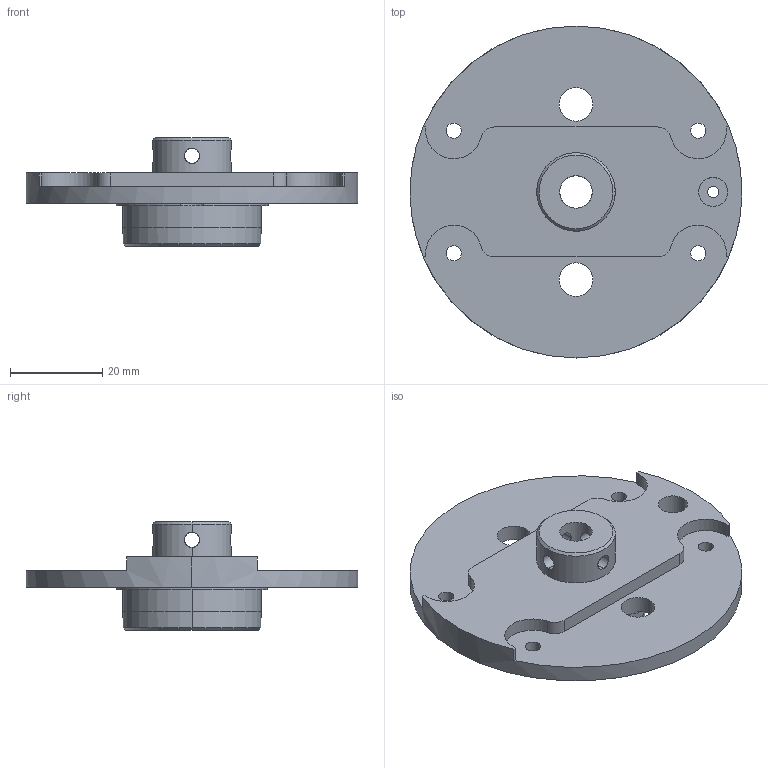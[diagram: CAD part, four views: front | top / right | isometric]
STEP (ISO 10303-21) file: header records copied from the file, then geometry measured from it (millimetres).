
FILE_DESCRIPTION (( 'STEP AP203' ), '1' );
FILE_NAME ('Revolute Joint 1_Default_sldprt.STEP', '2023-09-27T09:49:14', ( '' ), ( '' ), 'SwSTEP 2.0', 'SolidWorks 2020', '' );
FILE_SCHEMA (( 'CONFIG_CONTROL_DESIGN' ));
Length unit declared in the file: millimetre
Products named in the file (1): Revolute Joint 1_Default_sldprt
Bounding box: 72 x 72 x 23.5 mm (x, y, z)
Volume: 26415.7 mm3; surface area: 11606.2 mm2
Topology: 1 solids, 1 shells, 69 faces, 191 edges, 122 vertices
Faces by surface type: cylinder 43, plane 18, cone 8
Entity records: 2716 total; most frequent: CARTESIAN_POINT 783, DIRECTION 401, ORIENTED_EDGE 382, EDGE_CURVE 191, AXIS2_PLACEMENT_3D 156, VERTEX_POINT 122, EDGE_LOOP 91, LINE 89
